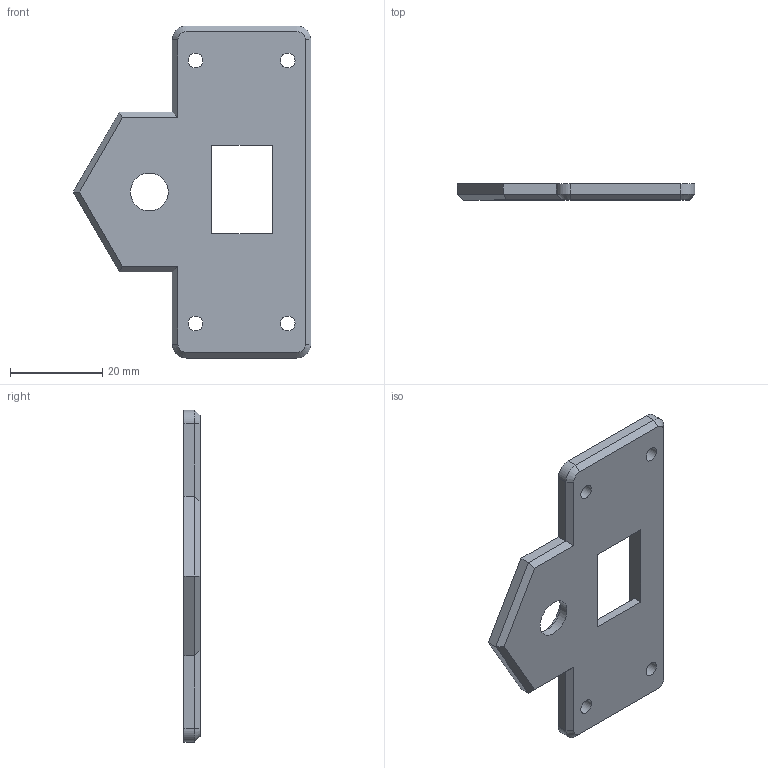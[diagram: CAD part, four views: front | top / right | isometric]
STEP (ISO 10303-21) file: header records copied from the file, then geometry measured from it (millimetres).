
FILE_DESCRIPTION(('FreeCAD Model'),'2;1');
FILE_NAME('Open CASCADE Shape Model','2024-05-12T18:59:49',(''),(''), 'Open CASCADE STEP processor 7.6','FreeCAD','Unknown');
FILE_SCHEMA(('AUTOMOTIVE_DESIGN { 1 0 10303 214 1 1 1 1 }'));
Length unit declared in the file: millimetre
Products named in the file (1): PSU-plate-foldaS
Bounding box: 51.5 x 3.5 x 72 mm (x, y, z)
Volume: 7999.7 mm3; surface area: 5894.5 mm2
Topology: 1 solids, 1 shells, 43 faces, 107 edges, 67 vertices
Faces by surface type: plane 29, cylinder 10, cone 4
Full cylindrical faces by diameter (mm): 3.2 x4, 8.2 x1, 11.2 x1
Entity records: 2690 total; most frequent: CARTESIAN_POINT 530, DIRECTION 385, LINE 239, VECTOR 239, ORIENTED_EDGE 214, PCURVE 214, DEFINITIONAL_REPRESENTATION 214, EDGE_CURVE 107
